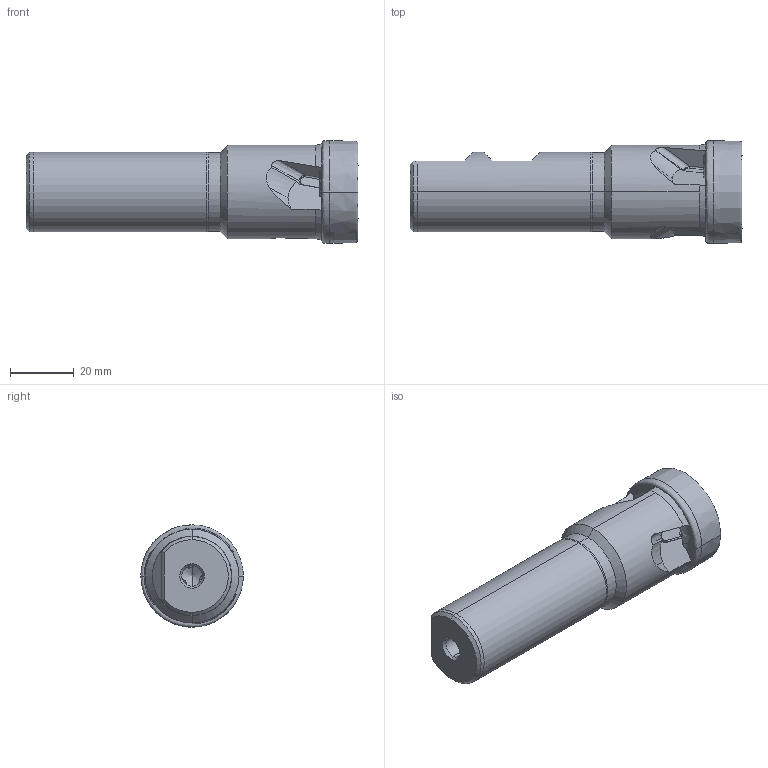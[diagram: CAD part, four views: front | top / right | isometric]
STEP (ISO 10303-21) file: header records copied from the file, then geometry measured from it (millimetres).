
FILE_DESCRIPTION (( 'STEP AP214' ), '1' );
FILE_NAME ('90PP-32-48-75-3.STEP', '2012-11-28T15:26:58', ( '' ), ( '' ), 'SwSTEP 2.0', 'SolidWorks 2012', '' );
FILE_SCHEMA (( 'AUTOMOTIVE_DESIGN' ));
Length unit declared in the file: millimetre
Products named in the file (1): 90PP-32-48-75-3
Bounding box: 104.3 x 32.15 x 32.17 mm (x, y, z)
Volume: 53426.7 mm3; surface area: 13185.5 mm2
Topology: 1 solids, 1 shells, 124 faces, 369 edges, 236 vertices
Faces by surface type: plane 50, cylinder 34, bspline 21, cone 19
Entity records: 8598 total; most frequent: CARTESIAN_POINT 5613, ORIENTED_EDGE 734, DIRECTION 453, EDGE_CURVE 367, VERTEX_POINT 236, AXIS2_PLACEMENT_3D 174, B_SPLINE_CURVE_WITH_KNOTS 156, EDGE_LOOP 127
